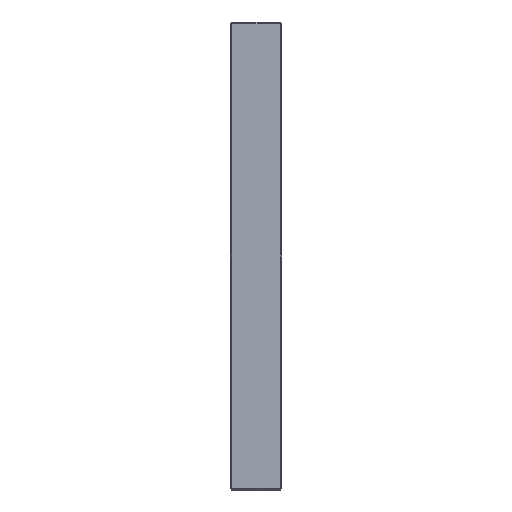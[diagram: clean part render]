
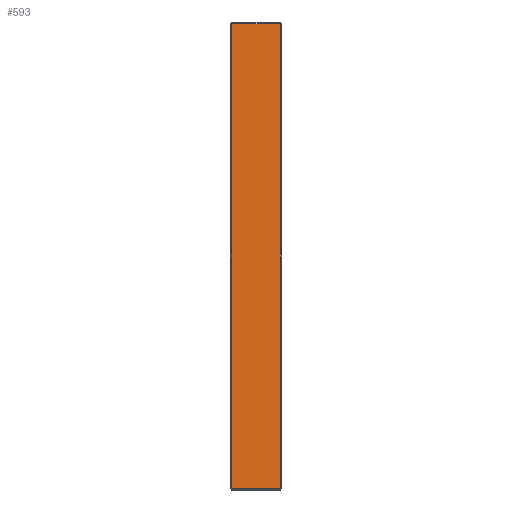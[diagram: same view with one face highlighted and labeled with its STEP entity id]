
A CAD part, left-side view. The second image highlights one B-rep face of the part: STEP entity #593.
In plain terms, the highlighted planar face has unit normal (-1, 0, 0).
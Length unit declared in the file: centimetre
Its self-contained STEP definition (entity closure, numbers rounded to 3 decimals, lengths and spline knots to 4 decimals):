
#56 = CARTESIAN_POINT ( 'NONE',  ( 0., 1.31, 0.05 ) ) ;
#89 = CARTESIAN_POINT ( 'NONE',  ( 0., 1.31, 0. ) ) ;
#304 = DIRECTION ( 'NONE',  ( 0., 0., -1. ) ) ;
#418 = ORIENTED_EDGE ( 'NONE', *, *, #1706, .T. ) ;
#434 = LINE ( 'NONE', #56, #661 ) ;
#593 = ADVANCED_FACE ( 'NONE', ( #1555 ), #3208, .F. ) ;
#661 = VECTOR ( 'NONE', #4854, 100. ) ;
#766 = EDGE_CURVE ( 'NONE', #2346, #3456, #1035, .T. ) ;
#969 = LINE ( 'NONE', #2162, #3793 ) ;
#994 = VERTEX_POINT ( 'NONE', #2065 ) ;
#1035 = LINE ( 'NONE', #4192, #2686 ) ;
#1544 = ORIENTED_EDGE ( 'NONE', *, *, #3033, .T. ) ;
#1555 = FACE_OUTER_BOUND ( 'NONE', #4089, .T. ) ;
#1588 = VECTOR ( 'NONE', #304, 100. ) ;
#1706 = EDGE_CURVE ( 'NONE', #994, #4118, #434, .T. ) ;
#1707 = CARTESIAN_POINT ( 'NONE',  ( 0., -0.12, 13.33 ) ) ;
#1721 = EDGE_CURVE ( 'NONE', #4118, #2346, #969, .T. ) ;
#2065 = CARTESIAN_POINT ( 'NONE',  ( 0., 1.26, 0.05 ) ) ;
#2162 = CARTESIAN_POINT ( 'NONE',  ( 0., -0.12, 13.38 ) ) ;
#2346 = VERTEX_POINT ( 'NONE', #1707 ) ;
#2578 = DIRECTION ( 'NONE',  ( 0., 0., 1. ) ) ;
#2686 = VECTOR ( 'NONE', #3056, 100. ) ;
#2872 = ORIENTED_EDGE ( 'NONE', *, *, #766, .T. ) ;
#3033 = EDGE_CURVE ( 'NONE', #3456, #994, #5075, .T. ) ;
#3056 = DIRECTION ( 'NONE',  ( 0., 1., 0. ) ) ;
#3208 = PLANE ( 'NONE',  #4536 ) ;
#3456 = VERTEX_POINT ( 'NONE', #5016 ) ;
#3640 = ORIENTED_EDGE ( 'NONE', *, *, #1721, .T. ) ;
#3641 = DIRECTION ( 'NONE',  ( 1., 0., 0. ) ) ;
#3701 = DIRECTION ( 'NONE',  ( 0., 0., -1. ) ) ;
#3793 = VECTOR ( 'NONE', #2578, 100. ) ;
#3889 = CARTESIAN_POINT ( 'NONE',  ( 0., 1.26, 0. ) ) ;
#4089 = EDGE_LOOP ( 'NONE', ( #2872, #1544, #418, #3640 ) ) ;
#4118 = VERTEX_POINT ( 'NONE', #4423 ) ;
#4192 = CARTESIAN_POINT ( 'NONE',  ( 0., 1.31, 13.33 ) ) ;
#4423 = CARTESIAN_POINT ( 'NONE',  ( 0., -0.12, 0.05 ) ) ;
#4536 = AXIS2_PLACEMENT_3D ( 'NONE', #89, #3641, #3701 ) ;
#4854 = DIRECTION ( 'NONE',  ( 0., -1., 0. ) ) ;
#5016 = CARTESIAN_POINT ( 'NONE',  ( 0., 1.26, 13.33 ) ) ;
#5075 = LINE ( 'NONE', #3889, #1588 ) ;
